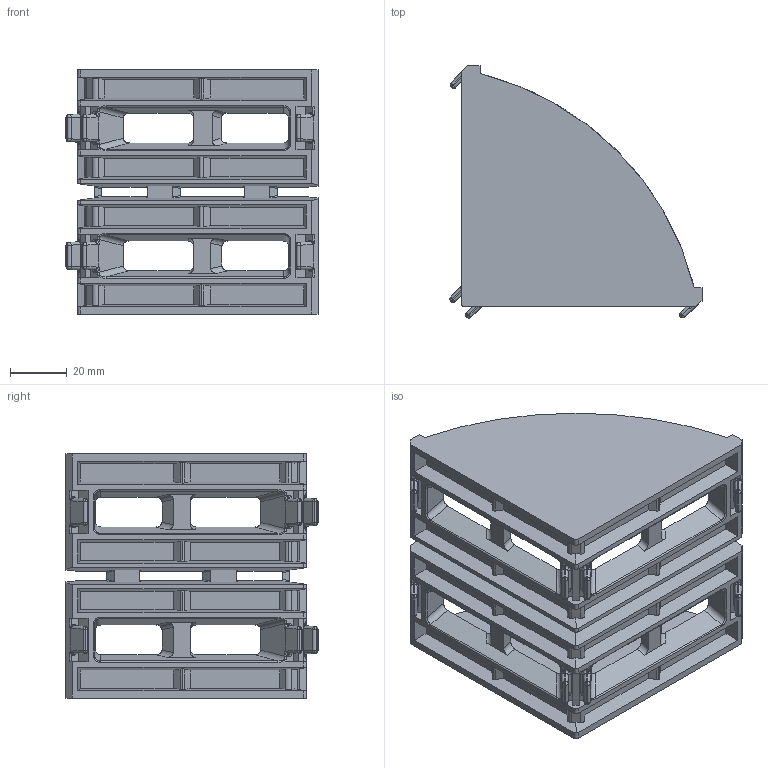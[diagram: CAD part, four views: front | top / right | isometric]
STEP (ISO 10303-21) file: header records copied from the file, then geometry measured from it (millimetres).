
FILE_DESCRIPTION (( 'STEP AP203' ), '1' );
FILE_NAME ('090090_Geniþ Köþe_rv_01.STEP', '2018-01-04T08:27:40', ( '' ), ( '' ), 'SwSTEP 2.0', 'SolidWorks 2016', '' );
FILE_SCHEMA (( 'CONFIG_CONTROL_DESIGN' ));
Length unit declared in the file: millimetre
Products named in the file (1): 090090_Geniþ Köþe_rv_01
Bounding box: 88.78 x 88.78 x 86 mm (x, y, z)
Volume: 105783 mm3; surface area: 53350.6 mm2
Topology: 1 solids, 1 shells, 842 faces, 2134 edges, 1250 vertices
Faces by surface type: cylinder 330, plane 248, bspline 174, sphere 90
Entity records: 27513 total; most frequent: CARTESIAN_POINT 9447, ORIENTED_EDGE 4152, DIRECTION 3418, EDGE_CURVE 2076, VERTEX_POINT 1234, AXIS2_PLACEMENT_3D 1197, LINE 1024, VECTOR 1024
